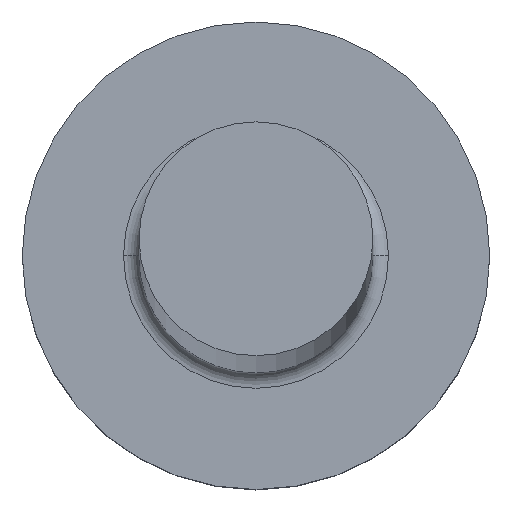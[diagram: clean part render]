
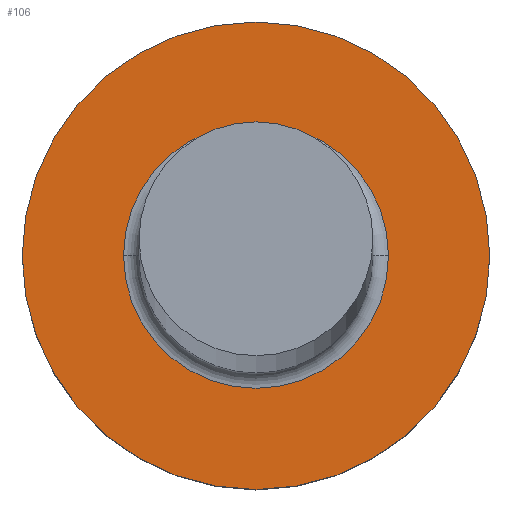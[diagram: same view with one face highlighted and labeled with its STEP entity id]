
A CAD part, top view. The second image highlights one B-rep face of the part: STEP entity #106.
In plain terms, the highlighted planar face has unit normal (0, 0, 1).
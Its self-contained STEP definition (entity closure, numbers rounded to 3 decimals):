
#6 = EDGE_LOOP ( 'NONE', ( #123, #172 ) ) ;
#8 = EDGE_CURVE ( 'NONE', #242, #27, #295, .T. ) ;
#11 = FACE_BOUND ( 'NONE', #234, .T. ) ;
#12 = CARTESIAN_POINT ( 'NONE',  ( 0., 0., 3. ) ) ;
#14 = FACE_OUTER_BOUND ( 'NONE', #6, .T. ) ;
#27 = VERTEX_POINT ( 'NONE', #105 ) ;
#31 = CARTESIAN_POINT ( 'NONE',  ( 0., 0., 3. ) ) ;
#34 = DIRECTION ( 'NONE',  ( 1., 0., 0. ) ) ;
#48 = VERTEX_POINT ( 'NONE', #98 ) ;
#58 = AXIS2_PLACEMENT_3D ( 'NONE', #12, #282, #281 ) ;
#59 = DIRECTION ( 'NONE',  ( 0., 0., -1. ) ) ;
#62 = CIRCLE ( 'NONE', #306, 3. ) ;
#75 = CARTESIAN_POINT ( 'NONE',  ( 0., 0., 3. ) ) ;
#78 = DIRECTION ( 'NONE',  ( 0., 0., -1. ) ) ;
#81 = ORIENTED_EDGE ( 'NONE', *, *, #8, .T. ) ;
#85 = DIRECTION ( 'NONE',  ( 1., 0., 0. ) ) ;
#96 = CARTESIAN_POINT ( 'NONE',  ( -3., 0., 3. ) ) ;
#98 = CARTESIAN_POINT ( 'NONE',  ( 3., 0., 3. ) ) ;
#105 = CARTESIAN_POINT ( 'NONE',  ( 1.7, 0., 3. ) ) ;
#106 = ADVANCED_FACE ( 'NONE', ( #11, #14 ), #110, .T. ) ;
#108 = CARTESIAN_POINT ( 'NONE',  ( 0., 0., 3. ) ) ;
#110 = PLANE ( 'NONE',  #201 ) ;
#123 = ORIENTED_EDGE ( 'NONE', *, *, #195, .T. ) ;
#132 = DIRECTION ( 'NONE',  ( 0., 0., 1. ) ) ;
#147 = DIRECTION ( 'NONE',  ( 1., 0., 0. ) ) ;
#151 = CARTESIAN_POINT ( 'NONE',  ( -1.7, 0., 3. ) ) ;
#159 = AXIS2_PLACEMENT_3D ( 'NONE', #108, #59, #196 ) ;
#172 = ORIENTED_EDGE ( 'NONE', *, *, #266, .T. ) ;
#192 = EDGE_CURVE ( 'NONE', #27, #242, #296, .T. ) ;
#195 = EDGE_CURVE ( 'NONE', #288, #48, #62, .T. ) ;
#196 = DIRECTION ( 'NONE',  ( 1., 0., 0. ) ) ;
#201 = AXIS2_PLACEMENT_3D ( 'NONE', #31, #202, #34 ) ;
#202 = DIRECTION ( 'NONE',  ( 0., 0., 1. ) ) ;
#230 = CIRCLE ( 'NONE', #58, 3. ) ;
#234 = EDGE_LOOP ( 'NONE', ( #269, #81 ) ) ;
#242 = VERTEX_POINT ( 'NONE', #151 ) ;
#266 = EDGE_CURVE ( 'NONE', #48, #288, #230, .T. ) ;
#269 = ORIENTED_EDGE ( 'NONE', *, *, #192, .T. ) ;
#277 = AXIS2_PLACEMENT_3D ( 'NONE', #75, #78, #147 ) ;
#281 = DIRECTION ( 'NONE',  ( 1., 0., 0. ) ) ;
#282 = DIRECTION ( 'NONE',  ( 0., 0., 1. ) ) ;
#288 = VERTEX_POINT ( 'NONE', #96 ) ;
#294 = CARTESIAN_POINT ( 'NONE',  ( 0., 0., 3. ) ) ;
#295 = CIRCLE ( 'NONE', #277, 1.7 ) ;
#296 = CIRCLE ( 'NONE', #159, 1.7 ) ;
#306 = AXIS2_PLACEMENT_3D ( 'NONE', #294, #132, #85 ) ;
